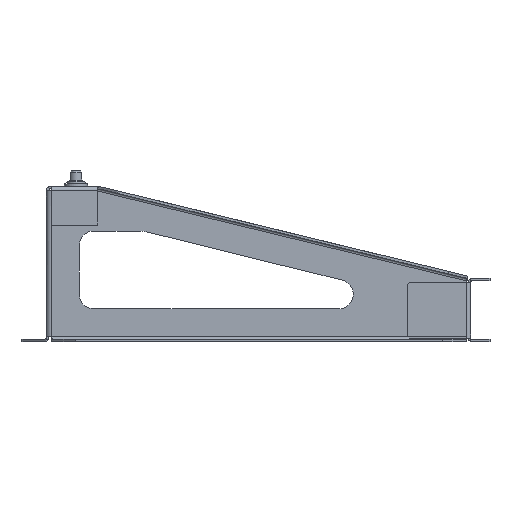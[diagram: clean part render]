
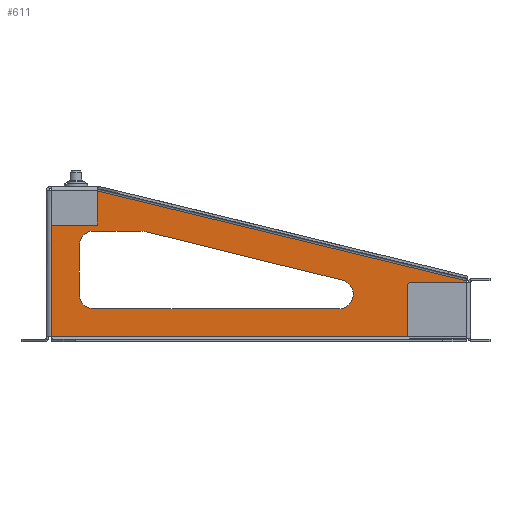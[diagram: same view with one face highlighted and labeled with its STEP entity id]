
A CAD part, left-side view. The second image highlights one B-rep face of the part: STEP entity #611.
In plain terms, the highlighted planar face has unit normal (-1, 0, 0).
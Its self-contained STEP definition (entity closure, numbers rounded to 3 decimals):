
#304=FACE_BOUND('',#1174,.T.);
#305=FACE_BOUND('',#1175,.T.);
#390=CIRCLE('',#3757,10.);
#392=CIRCLE('',#3761,6.);
#394=CIRCLE('',#3765,6.);
#396=CIRCLE('',#3769,6.);
#611=ADVANCED_FACE('',(#304,#305),#759,.F.);
#759=PLANE('',#3845);
#1174=EDGE_LOOP('',(#1999,#2000,#2001,#2002,#2003,#2004,#2005,#2006));
#1175=EDGE_LOOP('',(#2007,#2008,#2009,#2010,#2011));
#1999=ORIENTED_EDGE('',*,*,#2752,.T.);
#2000=ORIENTED_EDGE('',*,*,#2773,.T.);
#2001=ORIENTED_EDGE('',*,*,#2770,.T.);
#2002=ORIENTED_EDGE('',*,*,#2767,.T.);
#2003=ORIENTED_EDGE('',*,*,#2764,.T.);
#2004=ORIENTED_EDGE('',*,*,#2761,.T.);
#2005=ORIENTED_EDGE('',*,*,#2758,.T.);
#2006=ORIENTED_EDGE('',*,*,#2755,.T.);
#2007=ORIENTED_EDGE('',*,*,#2859,.F.);
#2008=ORIENTED_EDGE('',*,*,#2688,.F.);
#2009=ORIENTED_EDGE('',*,*,#2776,.T.);
#2010=ORIENTED_EDGE('',*,*,#2873,.F.);
#2011=ORIENTED_EDGE('',*,*,#2863,.F.);
#2282=VERTEX_POINT('',#5383);
#2314=VERTEX_POINT('',#5473);
#2317=VERTEX_POINT('',#5481);
#2330=VERTEX_POINT('',#5515);
#2361=VERTEX_POINT('',#5611);
#2362=VERTEX_POINT('',#5613);
#2364=VERTEX_POINT('',#5619);
#2366=VERTEX_POINT('',#5625);
#2368=VERTEX_POINT('',#5631);
#2370=VERTEX_POINT('',#5637);
#2372=VERTEX_POINT('',#5643);
#2374=VERTEX_POINT('',#5649);
#2428=VERTEX_POINT('',#5830);
#2688=EDGE_CURVE('',#2317,#2314,#3056,.T.);
#2752=EDGE_CURVE('',#2362,#2361,#390,.T.);
#2755=EDGE_CURVE('',#2364,#2362,#3102,.T.);
#2758=EDGE_CURVE('',#2366,#2364,#392,.T.);
#2761=EDGE_CURVE('',#2368,#2366,#3106,.T.);
#2764=EDGE_CURVE('',#2370,#2368,#394,.T.);
#2767=EDGE_CURVE('',#2372,#2370,#3110,.T.);
#2770=EDGE_CURVE('',#2374,#2372,#396,.T.);
#2773=EDGE_CURVE('',#2361,#2374,#3114,.T.);
#2776=EDGE_CURVE('',#2317,#2330,#3117,.T.);
#2859=EDGE_CURVE('',#2314,#2282,#3168,.T.);
#2863=EDGE_CURVE('',#2282,#2428,#3170,.T.);
#2873=EDGE_CURVE('',#2428,#2330,#3176,.T.);
#3056=LINE('',#5482,#3356);
#3102=LINE('',#5618,#3402);
#3106=LINE('',#5630,#3406);
#3110=LINE('',#5642,#3410);
#3114=LINE('',#5653,#3414);
#3117=LINE('',#5659,#3417);
#3168=LINE('',#5822,#3468);
#3170=LINE('',#5829,#3470);
#3176=LINE('',#5848,#3476);
#3356=VECTOR('',#4455,1.);
#3402=VECTOR('',#4589,1.);
#3406=VECTOR('',#4601,1.);
#3410=VECTOR('',#4613,1.);
#3414=VECTOR('',#4625,1.);
#3417=VECTOR('',#4634,1.);
#3468=VECTOR('',#4803,1.);
#3470=VECTOR('',#4815,1.);
#3476=VECTOR('',#4833,1.);
#3757=AXIS2_PLACEMENT_3D('',#5612,#4583,#4584);
#3761=AXIS2_PLACEMENT_3D('',#5624,#4595,#4596);
#3765=AXIS2_PLACEMENT_3D('',#5636,#4607,#4608);
#3769=AXIS2_PLACEMENT_3D('',#5648,#4619,#4620);
#3845=AXIS2_PLACEMENT_3D('',#5850,#4836,#4837);
#4455=DIRECTION('',(0.,0.,-1.));
#4583=DIRECTION('',(1.,0.,0.));
#4584=DIRECTION('',(0.,-1.,0.));
#4589=DIRECTION('',(0.,-1.,0.));
#4595=DIRECTION('',(1.,0.,0.));
#4596=DIRECTION('',(0.,-1.,0.));
#4601=DIRECTION('',(0.,0.,1.));
#4607=DIRECTION('',(1.,0.,0.));
#4608=DIRECTION('',(0.,-1.,0.));
#4613=DIRECTION('',(0.,1.,0.));
#4619=DIRECTION('',(1.,0.,0.));
#4620=DIRECTION('',(0.,-1.,0.));
#4625=DIRECTION('',(0.,-0.971,-0.239));
#4634=DIRECTION('',(0.,0.972,0.237));
#4803=DIRECTION('',(0.,1.,0.));
#4815=DIRECTION('',(0.,0.,1.));
#4833=DIRECTION('',(0.,-1.,0.));
#4836=DIRECTION('',(1.,0.,0.));
#4837=DIRECTION('',(0.,-0.999,-0.037));
#5383=CARTESIAN_POINT('',(-293.957,168.5,13.));
#5473=CARTESIAN_POINT('',(-293.957,-2.5,13.));
#5481=CARTESIAN_POINT('',(-293.957,-2.5,36.));
#5482=CARTESIAN_POINT('',(-293.957,-2.5,11.));
#5515=CARTESIAN_POINT('',(-293.957,149.5,73.));
#5611=CARTESIAN_POINT('',(-293.957,129.447,56.209));
#5612=CARTESIAN_POINT('',(-293.957,131.842,46.5));
#5613=CARTESIAN_POINT('',(-293.957,131.842,56.5));
#5618=CARTESIAN_POINT('',(-293.957,107.69,56.5));
#5619=CARTESIAN_POINT('',(-293.957,151.,56.5));
#5624=CARTESIAN_POINT('',(-293.957,151.,50.5));
#5625=CARTESIAN_POINT('',(-293.957,157.,50.5));
#5630=CARTESIAN_POINT('',(-293.957,157.,46.25));
#5631=CARTESIAN_POINT('',(-293.957,157.,30.5));
#5636=CARTESIAN_POINT('',(-293.957,151.,30.5));
#5637=CARTESIAN_POINT('',(-293.957,151.,24.5));
#5642=CARTESIAN_POINT('',(-293.957,117.269,24.5));
#5643=CARTESIAN_POINT('',(-293.957,50.275,24.5));
#5648=CARTESIAN_POINT('',(-293.957,50.275,30.5));
#5649=CARTESIAN_POINT('',(-293.957,48.838,36.325));
#5653=CARTESIAN_POINT('',(-293.957,65.853,40.522));
#5659=CARTESIAN_POINT('',(-293.957,38.802,46.054));
#5822=CARTESIAN_POINT('',(-293.957,40.519,13.));
#5829=CARTESIAN_POINT('',(-293.957,168.5,57.5));
#5830=CARTESIAN_POINT('',(-293.957,168.5,73.));
#5848=CARTESIAN_POINT('',(-293.957,-2.5,73.));
#5850=CARTESIAN_POINT('',(-293.957,83.538,42.));
